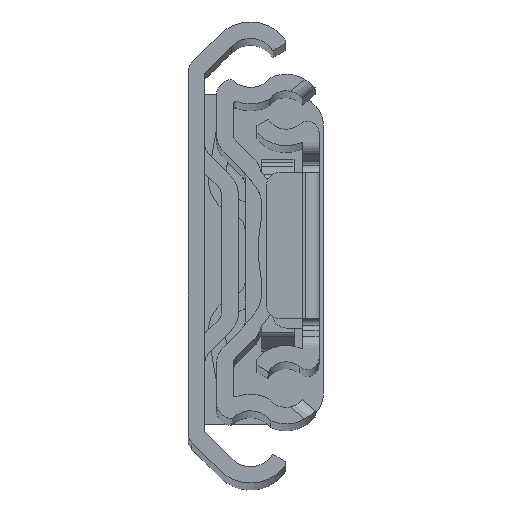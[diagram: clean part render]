
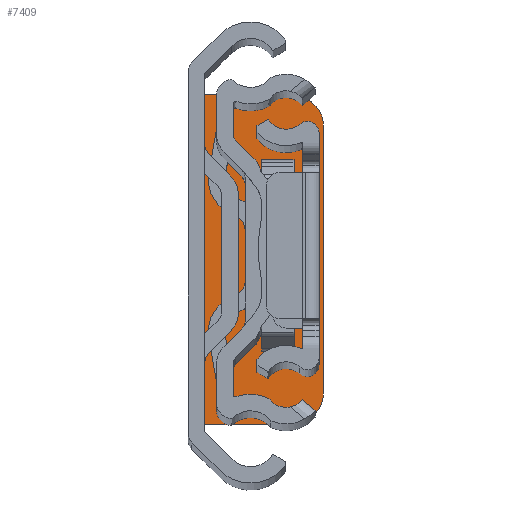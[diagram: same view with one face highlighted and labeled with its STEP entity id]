
A CAD part, top view. The second image highlights one B-rep face of the part: STEP entity #7409.
In plain terms, the highlighted planar face has unit normal (0, 0, 1).
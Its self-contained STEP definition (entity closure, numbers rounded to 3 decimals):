
#200 = VECTOR ( 'NONE', #5889, 1000. ) ;
#252 = DIRECTION ( 'NONE',  ( 0., -1., 0. ) ) ;
#753 = PLANE ( 'NONE',  #13370 ) ;
#1164 = ORIENTED_EDGE ( 'NONE', *, *, #13659, .T. ) ;
#1286 = CARTESIAN_POINT ( 'NONE',  ( 18., -25., -607.1 ) ) ;
#1421 = EDGE_CURVE ( 'NONE', #4295, #6420, #3524, .T. ) ;
#1429 = CARTESIAN_POINT ( 'NONE',  ( 13., 25., -607.1 ) ) ;
#1441 = DIRECTION ( 'NONE',  ( -1., 0., 0. ) ) ;
#1481 = LINE ( 'NONE', #10166, #200 ) ;
#1919 = LINE ( 'NONE', #6184, #3833 ) ;
#2149 = EDGE_CURVE ( 'NONE', #4404, #7808, #10073, .T. ) ;
#2156 = VERTEX_POINT ( 'NONE', #10896 ) ;
#2157 = EDGE_CURVE ( 'NONE', #13825, #6420, #1919, .T. ) ;
#2396 = CARTESIAN_POINT ( 'NONE',  ( 18., 20., -607.1 ) ) ;
#2762 = DIRECTION ( 'NONE',  ( 0., 0., 1. ) ) ;
#2778 = DIRECTION ( 'NONE',  ( 0., 0., -1. ) ) ;
#2907 = VECTOR ( 'NONE', #252, 1000. ) ;
#2933 = ORIENTED_EDGE ( 'NONE', *, *, #1421, .F. ) ;
#3018 = DIRECTION ( 'NONE',  ( 0., 0., 1. ) ) ;
#3204 = EDGE_LOOP ( 'NONE', ( #2933, #1164, #10091, #3680, #4632, #5989 ) ) ;
#3524 = LINE ( 'NONE', #1286, #6906 ) ;
#3680 = ORIENTED_EDGE ( 'NONE', *, *, #2149, .T. ) ;
#3833 = VECTOR ( 'NONE', #13921, 1000. ) ;
#3850 = CARTESIAN_POINT ( 'NONE',  ( 18., 25., -607.1 ) ) ;
#3920 = DIRECTION ( 'NONE',  ( -1., 0., 0. ) ) ;
#4185 = CARTESIAN_POINT ( 'NONE',  ( 0., -25., -607.1 ) ) ;
#4295 = VERTEX_POINT ( 'NONE', #5316 ) ;
#4404 = VERTEX_POINT ( 'NONE', #2396 ) ;
#4632 = ORIENTED_EDGE ( 'NONE', *, *, #6856, .T. ) ;
#4845 = CARTESIAN_POINT ( 'NONE',  ( 13., -20., -607.1 ) ) ;
#4936 = LINE ( 'NONE', #9353, #2907 ) ;
#5316 = CARTESIAN_POINT ( 'NONE',  ( 13., -25., -607.1 ) ) ;
#5388 = EDGE_CURVE ( 'NONE', #4404, #2156, #4936, .T. ) ;
#5695 = DIRECTION ( 'NONE',  ( -1., 0., 0. ) ) ;
#5889 = DIRECTION ( 'NONE',  ( -1., 0., 0. ) ) ;
#5989 = ORIENTED_EDGE ( 'NONE', *, *, #2157, .T. ) ;
#6184 = CARTESIAN_POINT ( 'NONE',  ( 0., 25., -607.1 ) ) ;
#6325 = AXIS2_PLACEMENT_3D ( 'NONE', #4845, #2762, #1441 ) ;
#6420 = VERTEX_POINT ( 'NONE', #4185 ) ;
#6856 = EDGE_CURVE ( 'NONE', #7808, #13825, #1481, .T. ) ;
#6906 = VECTOR ( 'NONE', #5695, 1000. ) ;
#7409 = ADVANCED_FACE ( 'NONE', ( #11520 ), #753, .F. ) ;
#7423 = DIRECTION ( 'NONE',  ( -1., 0., 0. ) ) ;
#7808 = VERTEX_POINT ( 'NONE', #1429 ) ;
#9353 = CARTESIAN_POINT ( 'NONE',  ( 18., 25., -607.1 ) ) ;
#10073 = CIRCLE ( 'NONE', #12851, 5. ) ;
#10091 = ORIENTED_EDGE ( 'NONE', *, *, #5388, .F. ) ;
#10166 = CARTESIAN_POINT ( 'NONE',  ( 18., 25., -607.1 ) ) ;
#10896 = CARTESIAN_POINT ( 'NONE',  ( 18., -20., -607.1 ) ) ;
#11520 = FACE_OUTER_BOUND ( 'NONE', #3204, .T. ) ;
#11874 = CIRCLE ( 'NONE', #6325, 5. ) ;
#11941 = CARTESIAN_POINT ( 'NONE',  ( 0., 25., -607.1 ) ) ;
#11978 = CARTESIAN_POINT ( 'NONE',  ( 13., 20., -607.1 ) ) ;
#12851 = AXIS2_PLACEMENT_3D ( 'NONE', #11978, #3018, #7423 ) ;
#13370 = AXIS2_PLACEMENT_3D ( 'NONE', #3850, #2778, #3920 ) ;
#13659 = EDGE_CURVE ( 'NONE', #4295, #2156, #11874, .T. ) ;
#13825 = VERTEX_POINT ( 'NONE', #11941 ) ;
#13921 = DIRECTION ( 'NONE',  ( 0., -1., 0. ) ) ;
